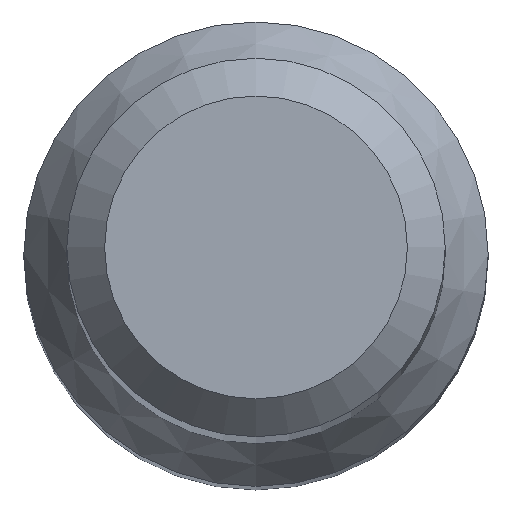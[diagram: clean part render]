
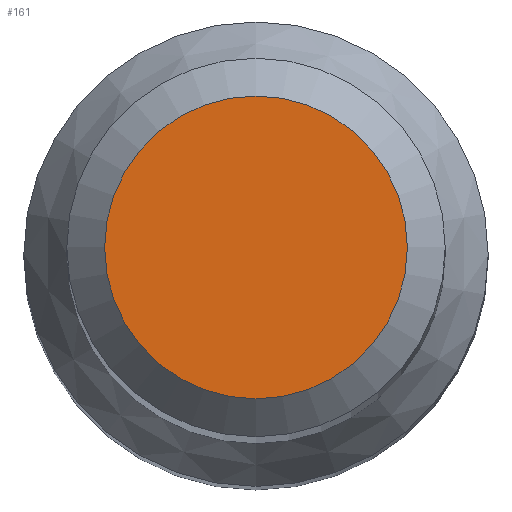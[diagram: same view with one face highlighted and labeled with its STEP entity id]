
A CAD part, top view. The second image highlights one B-rep face of the part: STEP entity #161.
In plain terms, the highlighted planar face has unit normal (0, 0, 1).
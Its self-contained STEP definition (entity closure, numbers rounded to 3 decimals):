
#2 = FACE_OUTER_BOUND ( 'NONE', #111, .T. ) ;
#23 = CARTESIAN_POINT ( 'NONE',  ( 0., 0., 63. ) ) ;
#30 = CARTESIAN_POINT ( 'NONE',  ( 0., 1.6, 63. ) ) ;
#48 = AXIS2_PLACEMENT_3D ( 'NONE', #76, #149, #169 ) ;
#76 = CARTESIAN_POINT ( 'NONE',  ( 0., 0., 63. ) ) ;
#80 = DIRECTION ( 'NONE',  ( 0., 1., 0. ) ) ;
#95 = CIRCLE ( 'NONE', #154, 1.6 ) ;
#111 = EDGE_LOOP ( 'NONE', ( #181 ) ) ;
#112 = DIRECTION ( 'NONE',  ( 0., 0., -1. ) ) ;
#127 = EDGE_CURVE ( 'NONE', #200, #200, #95, .T. ) ;
#149 = DIRECTION ( 'NONE',  ( 0., 0., -1. ) ) ;
#154 = AXIS2_PLACEMENT_3D ( 'NONE', #23, #112, #80 ) ;
#161 = ADVANCED_FACE ( 'NONE', ( #2 ), #168, .F. ) ;
#168 = PLANE ( 'NONE',  #48 ) ;
#169 = DIRECTION ( 'NONE',  ( 0., 1., 0. ) ) ;
#181 = ORIENTED_EDGE ( 'NONE', *, *, #127, .F. ) ;
#200 = VERTEX_POINT ( 'NONE', #30 ) ;
